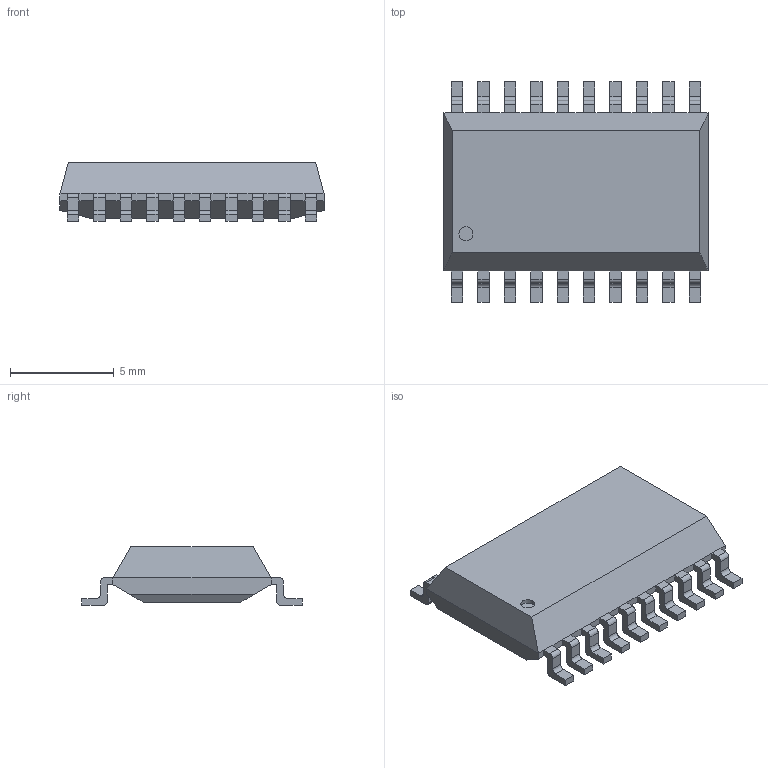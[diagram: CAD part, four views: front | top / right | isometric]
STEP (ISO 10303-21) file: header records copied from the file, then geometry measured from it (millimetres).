
FILE_DESCRIPTION (( 'STEP AP214' ), '1' );
FILE_NAME ('SOP20.STEP', '2012-03-22T03:24:08', ( 'Lenovo User' ), ( 'Lenovo (Beijing) Limited' ), 'SwSTEP 2.0', 'SolidWorks 2011', '' );
FILE_SCHEMA (( 'AUTOMOTIVE_DESIGN' ));
Length unit declared in the file: millimetre
Products named in the file (1): SOP20
Bounding box: 12.7 x 10.6 x 2.83 mm (x, y, z)
Volume: 229.7 mm3; surface area: 341.5 mm2
Topology: 1 solids, 1 shells, 277 faces, 738 edges, 464 vertices
Faces by surface type: plane 215, cylinder 62
Entity records: 8852 total; most frequent: CARTESIAN_POINT 1480, ORIENTED_EDGE 1476, DIRECTION 1418, EDGE_CURVE 738, VECTOR 614, LINE 614, VERTEX_POINT 464, AXIS2_PLACEMENT_3D 402
